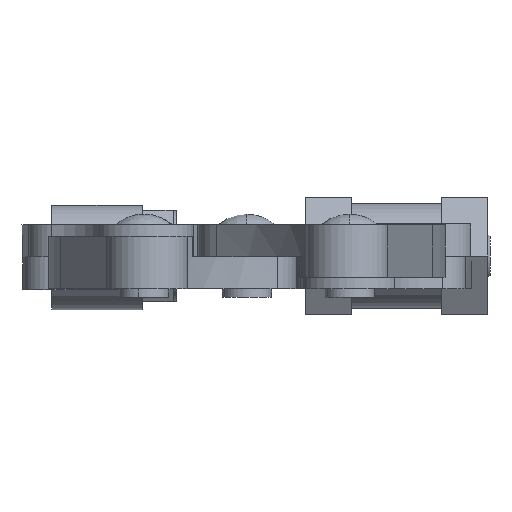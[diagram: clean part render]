
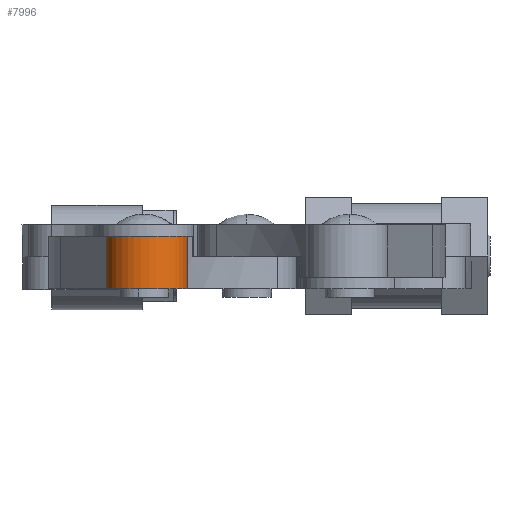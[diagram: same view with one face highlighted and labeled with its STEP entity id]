
A CAD part, front view. The second image highlights one B-rep face of the part: STEP entity #7996.
In plain terms, the highlighted cylindrical face has radius 5 mm (diameter 10 mm), a partial arc.
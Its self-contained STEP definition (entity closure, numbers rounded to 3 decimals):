
#22 = VERTEX_POINT ( 'NONE', #8411 ) ;
#406 = CARTESIAN_POINT ( 'NONE',  ( -7.324, -81., 2.5 ) ) ;
#462 = CARTESIAN_POINT ( 'NONE',  ( -17.064, -83.264, 2.5 ) ) ;
#1408 = CARTESIAN_POINT ( 'NONE',  ( -17.064, -83.264, 2.5 ) ) ;
#1486 = FACE_OUTER_BOUND ( 'NONE', #4668, .T. ) ;
#1790 = EDGE_CURVE ( 'NONE', #7240, #3867, #2045, .T. ) ;
#1923 = VECTOR ( 'NONE', #6092, 1000. ) ;
#2045 = CIRCLE ( 'NONE', #4039, 5. ) ;
#2205 = CIRCLE ( 'NONE', #8657, 5. ) ;
#2447 = AXIS2_PLACEMENT_3D ( 'NONE', #7374, #3991, #3372 ) ;
#2472 = CARTESIAN_POINT ( 'NONE',  ( -12.19, -82.15, 2.5 ) ) ;
#2540 = DIRECTION ( 'NONE',  ( 0., 0., -1. ) ) ;
#3057 = CYLINDRICAL_SURFACE ( 'NONE', #2447, 5. ) ;
#3372 = DIRECTION ( 'NONE',  ( -1., 0., 0. ) ) ;
#3686 = DIRECTION ( 'NONE',  ( 0., 0., 1. ) ) ;
#3867 = VERTEX_POINT ( 'NONE', #406 ) ;
#3991 = DIRECTION ( 'NONE',  ( 0., 0., -1. ) ) ;
#4039 = AXIS2_PLACEMENT_3D ( 'NONE', #2472, #7164, #7828 ) ;
#4668 = EDGE_LOOP ( 'NONE', ( #5512, #4998, #7640, #7951 ) ) ;
#4915 = LINE ( 'NONE', #8537, #8483 ) ;
#4927 = EDGE_CURVE ( 'NONE', #8143, #22, #2205, .T. ) ;
#4998 = ORIENTED_EDGE ( 'NONE', *, *, #8414, .F. ) ;
#5512 = ORIENTED_EDGE ( 'NONE', *, *, #4927, .T. ) ;
#6092 = DIRECTION ( 'NONE',  ( 0., 0., -1. ) ) ;
#6886 = EDGE_CURVE ( 'NONE', #7240, #8143, #7258, .T. ) ;
#7164 = DIRECTION ( 'NONE',  ( 0., 0., 1. ) ) ;
#7240 = VERTEX_POINT ( 'NONE', #462 ) ;
#7258 = LINE ( 'NONE', #1408, #1923 ) ;
#7374 = CARTESIAN_POINT ( 'NONE',  ( -12.19, -82.15, 2.5 ) ) ;
#7552 = CARTESIAN_POINT ( 'NONE',  ( -17.064, -83.264, -3.9 ) ) ;
#7640 = ORIENTED_EDGE ( 'NONE', *, *, #1790, .F. ) ;
#7718 = CARTESIAN_POINT ( 'NONE',  ( -12.19, -82.15, -3.9 ) ) ;
#7828 = DIRECTION ( 'NONE',  ( 1., 0., 0. ) ) ;
#7951 = ORIENTED_EDGE ( 'NONE', *, *, #6886, .T. ) ;
#7996 = ADVANCED_FACE ( 'NONE', ( #1486 ), #3057, .T. ) ;
#8143 = VERTEX_POINT ( 'NONE', #7552 ) ;
#8406 = DIRECTION ( 'NONE',  ( 1., 0., 0. ) ) ;
#8411 = CARTESIAN_POINT ( 'NONE',  ( -7.324, -81., -3.9 ) ) ;
#8414 = EDGE_CURVE ( 'NONE', #3867, #22, #4915, .T. ) ;
#8483 = VECTOR ( 'NONE', #2540, 1000. ) ;
#8537 = CARTESIAN_POINT ( 'NONE',  ( -7.324, -81., 2.5 ) ) ;
#8657 = AXIS2_PLACEMENT_3D ( 'NONE', #7718, #3686, #8406 ) ;
